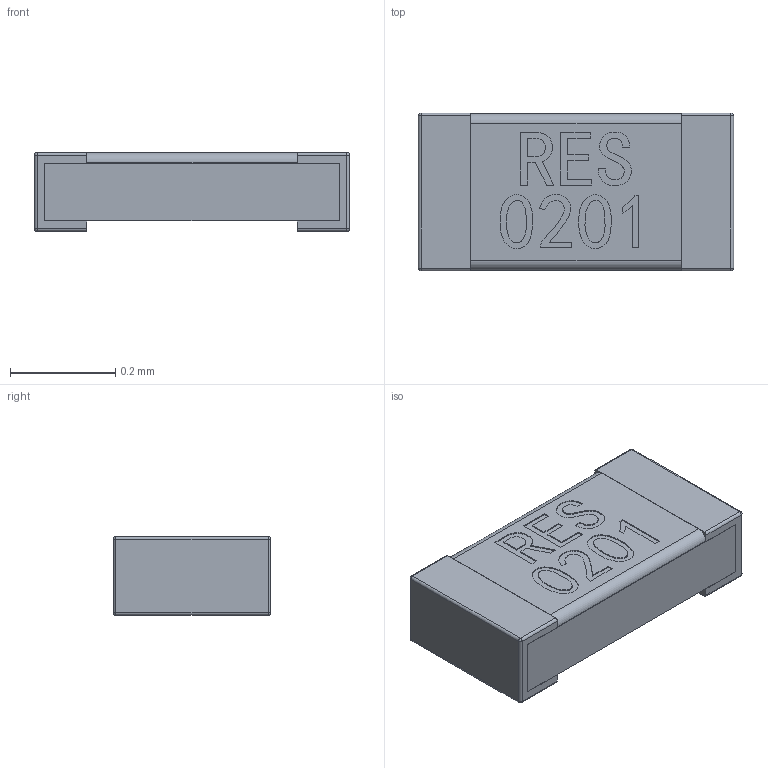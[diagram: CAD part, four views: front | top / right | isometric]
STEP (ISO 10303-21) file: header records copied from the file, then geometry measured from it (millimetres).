
FILE_DESCRIPTION (( 'STEP AP214' ), '1' );
FILE_NAME ('User Library-User Library-RES0201.STEP', '2020-06-22T07:12:46', ( '' ), ( '' ), 'SwSTEP 2.0', 'SolidWorks 2019', '' );
FILE_SCHEMA (( 'AUTOMOTIVE_DESIGN' ));
Length unit declared in the file: millimetre
Products named in the file (1): User Library-User Library-RES0201
Bounding box: 0.6 x 0.3 x 0.15 mm (x, y, z)
Volume: 0 mm3; surface area: 0.9 mm2
Topology: 2 solids, 2 shells, 138 faces, 348 edges, 216 vertices
Faces by surface type: plane 83, bspline 29, cylinder 18, sphere 8
Entity records: 8152 total; most frequent: CARTESIAN_POINT 3516, ORIENTED_EDGE 680, DIRECTION 538, EDGE_CURVE 340, LINE 246, VECTOR 246, VERTEX_POINT 216, EDGE_LOOP 148
